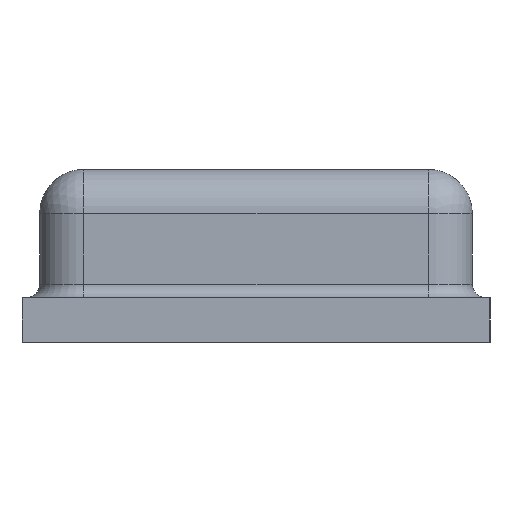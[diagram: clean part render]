
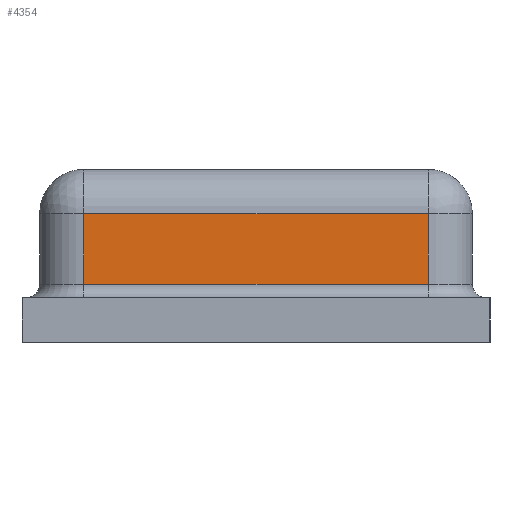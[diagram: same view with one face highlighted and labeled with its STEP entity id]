
A CAD part, left-side view. The second image highlights one B-rep face of the part: STEP entity #4354.
In plain terms, the highlighted planar face has unit normal (-1, 0, 0).
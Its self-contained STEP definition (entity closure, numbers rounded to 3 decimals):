
#732=FACE_OUTER_BOUND('',#997,.T.);
#997=EDGE_LOOP('',(#3996,#3997,#3998,#3999));
#1338=LINE('',#8532,#1688);
#1349=LINE('',#8566,#1699);
#1350=LINE('',#8573,#1700);
#1351=LINE('',#8575,#1701);
#1688=VECTOR('',#5103,10.);
#1699=VECTOR('',#5144,10.);
#1700=VECTOR('',#5155,10.);
#1701=VECTOR('',#5158,10.);
#2107=VERTEX_POINT('',#8522);
#2109=VERTEX_POINT('',#8528);
#2117=VERTEX_POINT('',#8559);
#2119=VERTEX_POINT('',#8569);
#2724=EDGE_CURVE('',#2107,#2109,#1338,.T.);
#2742=EDGE_CURVE('',#2117,#2107,#1349,.T.);
#2746=EDGE_CURVE('',#2109,#2119,#1350,.T.);
#2747=EDGE_CURVE('',#2119,#2117,#1351,.T.);
#3996=ORIENTED_EDGE('',*,*,#2724,.F.);
#3997=ORIENTED_EDGE('',*,*,#2742,.F.);
#3998=ORIENTED_EDGE('',*,*,#2747,.F.);
#3999=ORIENTED_EDGE('',*,*,#2746,.F.);
#4111=PLANE('',#4523);
#4354=ADVANCED_FACE('',(#732),#4111,.T.);
#4523=AXIS2_PLACEMENT_3D('',#8586,#5178,#5179);
#5103=DIRECTION('',(0.,1.,0.));
#5144=DIRECTION('',(0.,0.,-1.));
#5155=DIRECTION('',(0.,0.,1.));
#5158=DIRECTION('',(0.,-1.,0.));
#5178=DIRECTION('center_axis',(-1.,0.,0.));
#5179=DIRECTION('ref_axis',(0.,-1.,0.));
#8522=CARTESIAN_POINT('',(-1.65,-0.975,0.329));
#8528=CARTESIAN_POINT('',(-1.65,0.975,0.329));
#8532=CARTESIAN_POINT('',(-1.65,0.613,0.329));
#8559=CARTESIAN_POINT('',(-1.65,-0.975,0.73));
#8566=CARTESIAN_POINT('',(-1.65,-0.975,0.254));
#8569=CARTESIAN_POINT('',(-1.65,0.975,0.73));
#8573=CARTESIAN_POINT('',(-1.65,0.975,0.254));
#8575=CARTESIAN_POINT('',(-1.65,0.613,0.73));
#8586=CARTESIAN_POINT('Origin',(-1.65,1.225,0.254));
